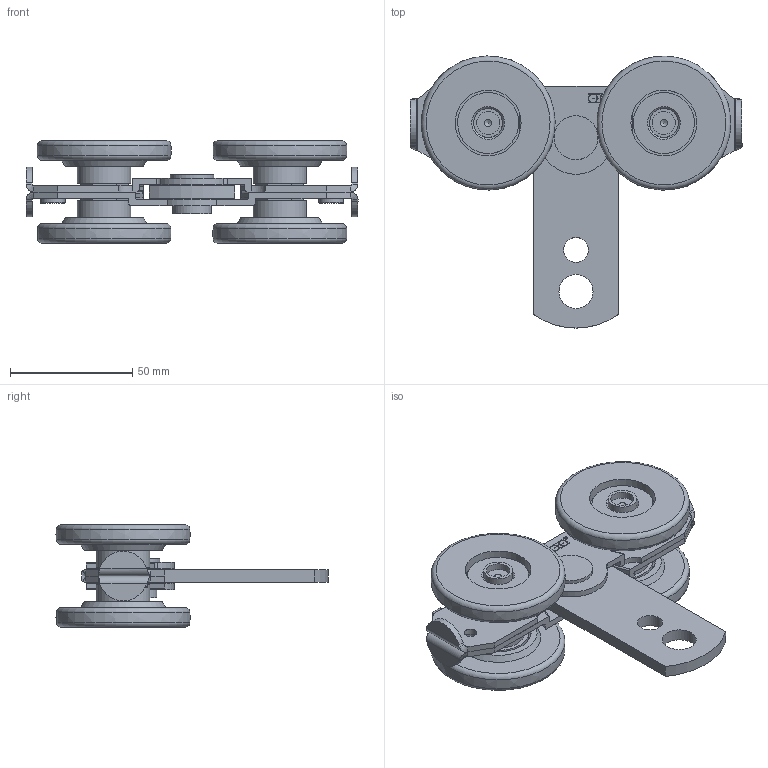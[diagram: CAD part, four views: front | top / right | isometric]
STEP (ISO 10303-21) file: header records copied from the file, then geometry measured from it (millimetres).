
FILE_DESCRIPTION(/* description */ (''),/* implementation_level */ '2;1');
FILE_NAME(/* name */ '2762A.stp',/* time_stamp */ '2019-05-20T10:01:10+02:00',/* author */ ('DBARI'),/* organization */ (''),/* preprocessor_version */ 'ST-DEVELOPER v17.2',/* originating_system */ 'Autodesk Inventor 2019',/* authorisation */ '');
FILE_SCHEMA (('AUTOMOTIVE_DESIGN { 1 0 10303 214 3 1 1 }'));
Length unit declared in the file: millimetre
Products named in the file (7): 2762A; 15245; 15172; 15179_A; 15337; 15338; 16668
Assembly tree (13 placements, depth 2):
  2762A
    15245
    15172
    15179_A
    15337  x2
    15338  x4
    16668  x4
Bounding box: 136.03 x 111.49 x 42 mm (x, y, z)
Volume: 120491.9 mm3; surface area: 67139.2 mm2
Topology: 17 solids, 17 shells, 400 faces, 1051 edges, 700 vertices
Faces by surface type: plane 186, cylinder 141, torus 26, bspline 22, cone 17, sphere 8
Full cylindrical faces by diameter (mm): 1.381 x1, 1.499 x1, 3 x4, 5.2 x4, 8 x2, 9.5 x4, 10 x2, 10.2 x1, 11.8 x4, 12 x4, 12.2 x4, 14 x1, 15.8 x1, 16.2 x3, 18 x1, 22 x4, 25 x8, 27 x8
Entity records: 12503 total; most frequent: CARTESIAN_POINT 4381, DIRECTION 1657, ORIENTED_EDGE 1614, EDGE_CURVE 807, AXIS2_PLACEMENT_3D 581, VERTEX_POINT 526, LINE 495, VECTOR 495
